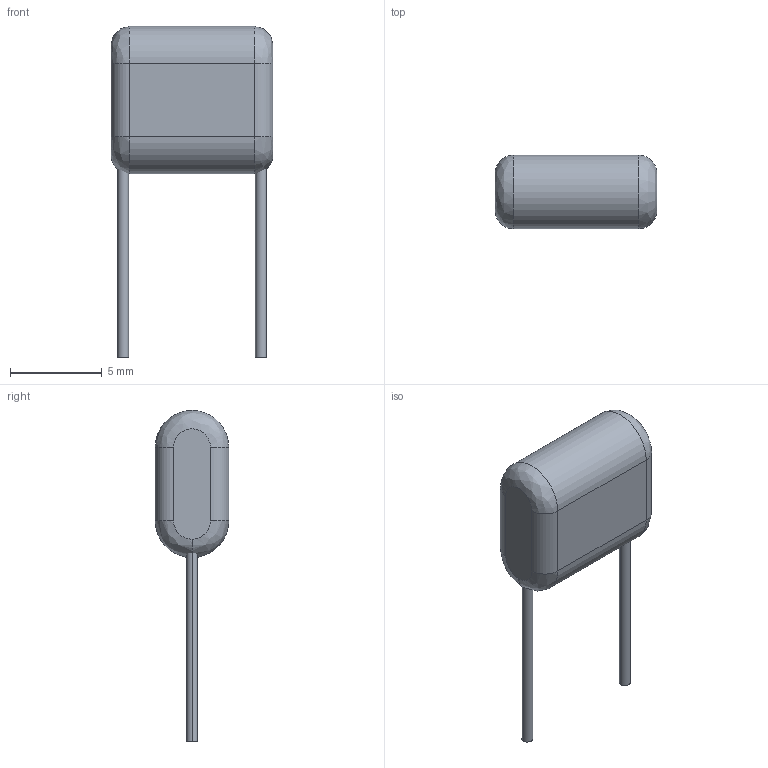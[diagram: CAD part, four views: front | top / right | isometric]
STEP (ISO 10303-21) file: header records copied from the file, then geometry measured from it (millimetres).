
FILE_DESCRIPTION (( 'STEP AP214' ), '1' );
FILE_NAME ('User Library-CAP750 8.9x8x4.STEP', '2019-04-03T14:46:55', ( '' ), ( '' ), 'SwSTEP 2.0', 'SolidWorks 2019', '' );
FILE_SCHEMA (( 'AUTOMOTIVE_DESIGN' ));
Length unit declared in the file: millimetre
Products named in the file (4): User Library-CAP750 8.9x8x4_Part 2; User Library-CAP750 8.9x8x4; User Library-CAP750 8.9x8x4_Part 3; User Library-CAP750 8.9x8x4_Part 1
Assembly tree (3 placements, depth 2):
  User Library-CAP750 8.9x8x4
    User Library-CAP750 8.9x8x4_Part 1
    User Library-CAP750 8.9x8x4_Part 2
    User Library-CAP750 8.9x8x4_Part 3
Bounding box: 8.8 x 4 x 18 mm (x, y, z)
Volume: 250.5 mm3; surface area: 269.7 mm2
Topology: 3 solids, 3 shells, 25 faces, 47 edges, 28 vertices
Faces by surface type: cylinder 11, plane 8, bspline 6
Entity records: 876 total; most frequent: CARTESIAN_POINT 244, DIRECTION 115, ORIENTED_EDGE 94, AXIS2_PLACEMENT_3D 49, EDGE_CURVE 47, VERTEX_POINT 28, ADVANCED_FACE 25, EDGE_LOOP 25
